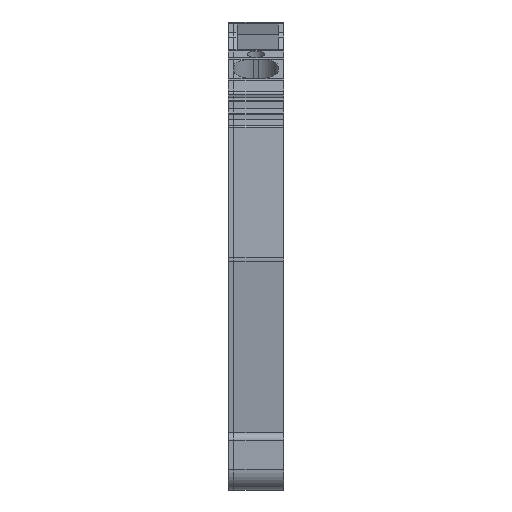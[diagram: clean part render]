
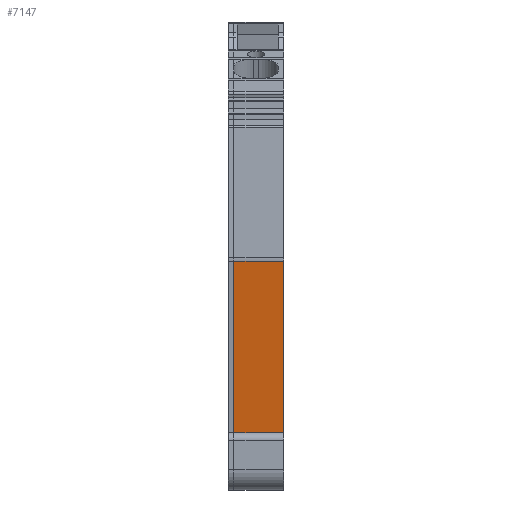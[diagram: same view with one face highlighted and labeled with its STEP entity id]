
A CAD part, front view. The second image highlights one B-rep face of the part: STEP entity #7147.
In plain terms, the highlighted planar face has unit normal (0, -0.986, -0.168).
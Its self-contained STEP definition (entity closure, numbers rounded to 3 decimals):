
#7133=AXIS2_PLACEMENT_3D('Plane Axis2P3D',#7130,#7131,#7132) ;
#1331=CARTESIAN_POINT('Vertex',(5.1,0.028,21.128)) ;
#1334=CARTESIAN_POINT('Line Origine',(5.1,1.477,12.625)) ;
#1338=CARTESIAN_POINT('Vertex',(5.1,2.925,4.123)) ;
#1753=CARTESIAN_POINT('Line Origine',(3.05,2.925,4.123)) ;
#1757=CARTESIAN_POINT('Vertex',(1.,2.925,4.123)) ;
#4596=CARTESIAN_POINT('Vertex',(0.5,2.925,4.123)) ;
#4604=CARTESIAN_POINT('Line Origine',(2.55,2.925,4.123)) ;
#7111=CARTESIAN_POINT('Line Origine',(2.55,0.028,21.128)) ;
#7115=CARTESIAN_POINT('Vertex',(0.5,0.028,21.128)) ;
#7130=CARTESIAN_POINT('Axis2P3D Location',(0.,0.028,21.128)) ;
#7135=CARTESIAN_POINT('Line Origine',(0.5,1.477,12.625)) ;
#1335=DIRECTION('Vector Direction',(0.,0.168,-0.986)) ;
#1754=DIRECTION('Vector Direction',(-1.,0.,0.)) ;
#4605=DIRECTION('Vector Direction',(-1.,0.,0.)) ;
#7112=DIRECTION('Vector Direction',(-1.,0.,0.)) ;
#7131=DIRECTION('Axis2P3D Direction',(0.,0.986,0.168)) ;
#7132=DIRECTION('Axis2P3D XDirection',(0.,0.168,-0.986)) ;
#7136=DIRECTION('Vector Direction',(0.,0.168,-0.986)) ;
#1336=VECTOR('Line Direction',#1335,1.) ;
#1755=VECTOR('Line Direction',#1754,1.) ;
#4606=VECTOR('Line Direction',#4605,1.) ;
#7113=VECTOR('Line Direction',#7112,1.) ;
#7137=VECTOR('Line Direction',#7136,1.) ;
#7141=ORIENTED_EDGE('',*,*,#7139,.T.) ;
#7142=ORIENTED_EDGE('',*,*,#4608,.F.) ;
#7143=ORIENTED_EDGE('',*,*,#1759,.T.) ;
#7144=ORIENTED_EDGE('',*,*,#1340,.T.) ;
#7145=ORIENTED_EDGE('',*,*,#7117,.T.) ;
#7147=ADVANCED_FACE('KLTR ZPE2.5-2.1\\Hauptk\X2\00F6\X0\rper',(#7146),#7134,.F.) ;
#1340=EDGE_CURVE('',#1339,#1332,#1337,.F.) ;
#1759=EDGE_CURVE('',#1758,#1339,#1756,.F.) ;
#4608=EDGE_CURVE('',#1758,#4597,#4607,.T.) ;
#7117=EDGE_CURVE('',#1332,#7116,#7114,.T.) ;
#7139=EDGE_CURVE('',#7116,#4597,#7138,.T.) ;
#7140=EDGE_LOOP('',(#7141,#7142,#7143,#7144,#7145)) ;
#7146=FACE_OUTER_BOUND('',#7140,.T.) ;
#1337=LINE('Line',#1334,#1336) ;
#1756=LINE('Line',#1753,#1755) ;
#4607=LINE('Line',#4604,#4606) ;
#7114=LINE('Line',#7111,#7113) ;
#7138=LINE('Line',#7135,#7137) ;
#7134=PLANE('',#7133) ;
#1332=VERTEX_POINT('',#1331) ;
#1339=VERTEX_POINT('',#1338) ;
#1758=VERTEX_POINT('',#1757) ;
#4597=VERTEX_POINT('',#4596) ;
#7116=VERTEX_POINT('',#7115) ;
